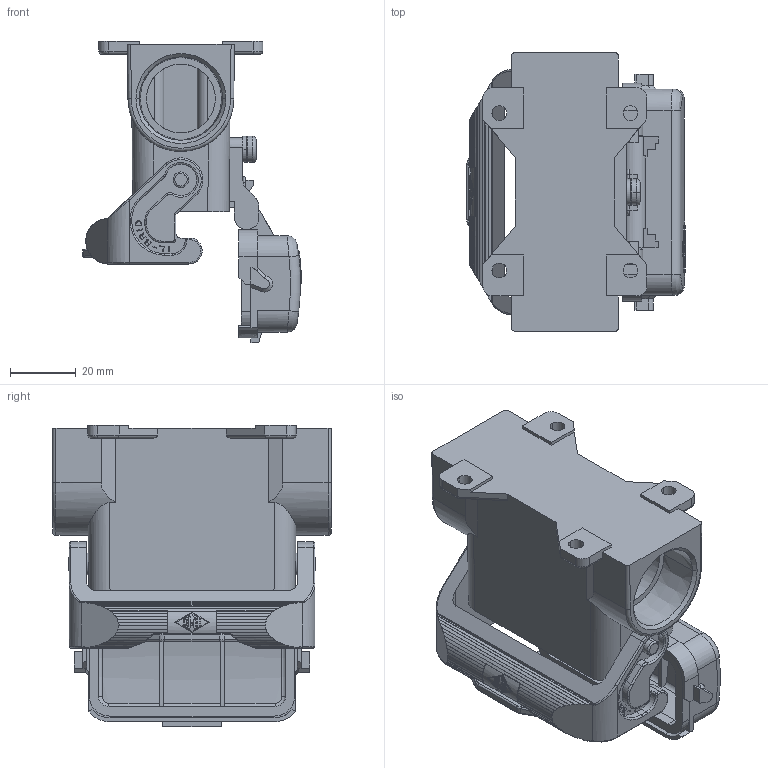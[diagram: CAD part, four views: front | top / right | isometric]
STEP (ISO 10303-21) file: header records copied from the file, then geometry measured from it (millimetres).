
FILE_DESCRIPTION(('Creo Elements/Direct Modeling STEP Export'),'2;1');
FILE_NAME('0lndrp34145l5832800','2016-02-08T11:20:42',(''),(''),'PTC Creo Elements/Direct Modeling STEP processor for AP214 (Solid Model)','PTC Creo Elements/Direct Modeling 19.0B 21-Mar-2015 (C) Parametric Technology GmbH','');
FILE_SCHEMA(('AUTOMOTIVE_DESIGN { 1 0 10303 214 1 1 1 1 }'));
Length unit declared in the file: millimetre
Products named in the file (2): MZP_15_LSP25
Assembly tree (1 placements, depth 2):
  MZP_15_LSP25
    MZP_15_LSP25
Bounding box: 66.77 x 85 x 92.03 mm (x, y, z)
Volume: 77537 mm3; surface area: 46441.7 mm2
Topology: 1 solids, 1 shells, 1025 faces, 2785 edges, 1812 vertices
Faces by surface type: plane 659, cylinder 276, torus 54, cone 14, extrusion 10, bspline 10, sphere 2
Entity records: 42373 total; most frequent: CARTESIAN_POINT 16646, ORIENTED_EDGE 5566, DIRECTION 5038, EDGE_CURVE 2783, VECTOR 1966, LINE 1956, VERTEX_POINT 1812, AXIS2_PLACEMENT_3D 1536
